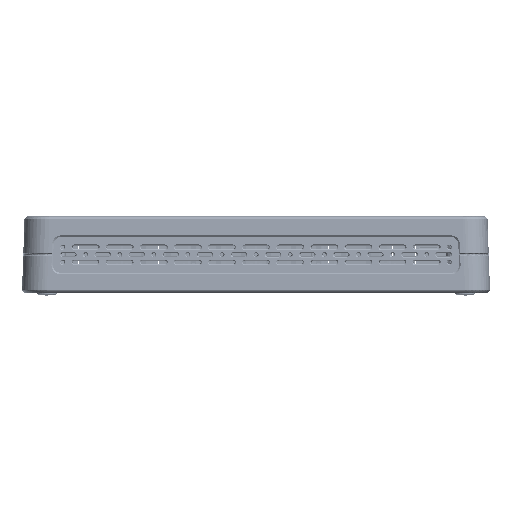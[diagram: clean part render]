
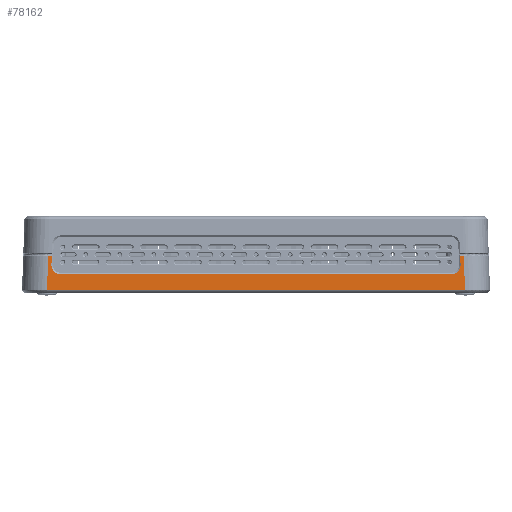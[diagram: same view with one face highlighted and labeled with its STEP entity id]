
A CAD part, front view. The second image highlights one B-rep face of the part: STEP entity #78162.
In plain terms, the highlighted face is planar.
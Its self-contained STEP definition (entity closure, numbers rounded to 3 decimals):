
#3326 = CARTESIAN_POINT ( 'NONE',  ( 83.472, 1.184, 59.959 ) ) ;
#5341 = EDGE_CURVE ( 'NONE', #267285, #112918, #19722, .T. ) ;
#7425 = DIRECTION ( 'NONE',  ( -1., 0., 0. ) ) ;
#8511 = CARTESIAN_POINT ( 'NONE',  ( -82.983, 14.808, 59.483 ) ) ;
#8614 = ORIENTED_EDGE ( 'NONE', *, *, #210393, .T. ) ;
#9575 = ORIENTED_EDGE ( 'NONE', *, *, #100363, .T. ) ;
#10394 = CARTESIAN_POINT ( 'NONE',  ( 83.518, -0.348, 60.012 ) ) ;
#13189 = CARTESIAN_POINT ( 'NONE',  ( 82.112, -0.397, 60.014 ) ) ;
#13708 = CARTESIAN_POINT ( 'NONE',  ( 79.055, 7.542, 59.737 ) ) ;
#19546 = CARTESIAN_POINT ( 'NONE',  ( 81.033, 8.874, 59.69 ) ) ;
#19722 = LINE ( 'NONE', #13189, #120693 ) ;
#31029 = VECTOR ( 'NONE', #42747, 1000. ) ;
#35385 = CARTESIAN_POINT ( 'NONE',  ( -78.339, 7.421, 59.741 ) ) ;
#36415 = CARTESIAN_POINT ( 'NONE',  ( -82.972, 14.808, 59.483 ) ) ;
#40449 = CARTESIAN_POINT ( 'NONE',  ( 81.581, 14.808, 59.483 ) ) ;
#40642 = ORIENTED_EDGE ( 'NONE', *, *, #47693, .T. ) ;
#41661 = ORIENTED_EDGE ( 'NONE', *, *, #166329, .T. ) ;
#42747 = DIRECTION ( 'NONE',  ( 0.035, 0.999, -0.035 ) ) ;
#43159 = CARTESIAN_POINT ( 'NONE',  ( -81.708, 11.174, 59.61 ) ) ;
#43449 = EDGE_CURVE ( 'NONE', #253044, #50336, #236418, .T. ) ;
#47693 = EDGE_CURVE ( 'NONE', #112918, #198122, #224267, .T. ) ;
#50239 = LINE ( 'NONE', #231948, #62567 ) ;
#50336 = VERTEX_POINT ( 'NONE', #199027 ) ;
#50474 = LINE ( 'NONE', #3326, #133821 ) ;
#59019 = FACE_OUTER_BOUND ( 'NONE', #168479, .T. ) ;
#62567 = VECTOR ( 'NONE', #7425, 1000. ) ;
#64933 = VERTEX_POINT ( 'NONE', #225642 ) ;
#66343 = LINE ( 'NONE', #88456, #31029 ) ;
#67181 = CARTESIAN_POINT ( 'NONE',  ( 82.972, 14.808, 59.483 ) ) ;
#67933 = EDGE_CURVE ( 'NONE', #82840, #253044, #137544, .T. ) ;
#71513 = CARTESIAN_POINT ( 'NONE',  ( 82.989, 14.808, 59.483 ) ) ;
#76734 = CARTESIAN_POINT ( 'NONE',  ( -81.7, 10.686, 59.627 ) ) ;
#78162 = ADVANCED_FACE ( 'NONE', ( #59019 ), #171314, .T. ) ;
#78179 = CARTESIAN_POINT ( 'NONE',  ( -81.557, 9.971, 59.652 ) ) ;
#79275 = VECTOR ( 'NONE', #271252, 1000. ) ;
#79607 = DIRECTION ( 'NONE',  ( -0.035, -0.999, 0.035 ) ) ;
#80674 = CARTESIAN_POINT ( 'NONE',  ( -82.989, 14.808, 59.483 ) ) ;
#82815 = ORIENTED_EDGE ( 'NONE', *, *, #111170, .T. ) ;
#82840 = VERTEX_POINT ( 'NONE', #137259 ) ;
#83971 = ORIENTED_EDGE ( 'NONE', *, *, #43449, .T. ) ;
#84472 = CARTESIAN_POINT ( 'NONE',  ( 81.621, 10.208, 59.644 ) ) ;
#85930 = CARTESIAN_POINT ( 'NONE',  ( 81.716, 10.93, 59.618 ) ) ;
#88456 = CARTESIAN_POINT ( 'NONE',  ( -81.884, 6.117, 59.786 ) ) ;
#92911 = VECTOR ( 'NONE', #193487, 1000. ) ;
#94028 = VERTEX_POINT ( 'NONE', #219228 ) ;
#98738 = CARTESIAN_POINT ( 'NONE',  ( -78.095, 7.421, 59.741 ) ) ;
#98965 = CARTESIAN_POINT ( 'NONE',  ( -79.289, 7.614, 59.734 ) ) ;
#100363 = EDGE_CURVE ( 'NONE', #50336, #267285, #289018, .T. ) ;
#101853 = CARTESIAN_POINT ( 'NONE',  ( -79.955, 7.897, 59.724 ) ) ;
#109604 = CARTESIAN_POINT ( 'NONE',  ( 78.581, 7.446, 59.74 ) ) ;
#110360 = B_SPLINE_CURVE_WITH_KNOTS ( 'NONE', 3,
 ( #193481, #35385, #122585, #125452, #98965, #101853, #234885, #282124, #168356, #78179, #189129, #76734, #215590, #258479 ),
 .UNSPECIFIED., .F., .F.,
 ( 4, 2, 2, 2, 2, 2, 4 ),
 ( 0., 0.125, 0.25, 0.5, 0.75, 0.875, 1. ),
 .UNSPECIFIED. ) ;
#110815 = EDGE_CURVE ( 'NONE', #94028, #187803, #189936, .T. ) ;
#111170 = EDGE_CURVE ( 'NONE', #198122, #112948, #116831, .T. ) ;
#112781 = CARTESIAN_POINT ( 'NONE',  ( 78.095, 7.421, 59.741 ) ) ;
#112918 = VERTEX_POINT ( 'NONE', #141650 ) ;
#112948 = VERTEX_POINT ( 'NONE', #98738 ) ;
#116389 = EDGE_CURVE ( 'NONE', #187803, #64933, #255545, .T. ) ;
#116831 = LINE ( 'NONE', #270616, #144947 ) ;
#120693 = VECTOR ( 'NONE', #146140, 1000. ) ;
#122553 = CARTESIAN_POINT ( 'NONE',  ( -83.291, 6.166, 59.785 ) ) ;
#122585 = CARTESIAN_POINT ( 'NONE',  ( -78.581, 7.446, 59.74 ) ) ;
#125452 = CARTESIAN_POINT ( 'NONE',  ( -79.055, 7.542, 59.737 ) ) ;
#127385 = CARTESIAN_POINT ( 'NONE',  ( 81.299, 9.293, 59.675 ) ) ;
#133821 = VECTOR ( 'NONE', #230712, 1000. ) ;
#134139 = ORIENTED_EDGE ( 'NONE', *, *, #234870, .T. ) ;
#137259 = CARTESIAN_POINT ( 'NONE',  ( 83.465, 1.184, 59.959 ) ) ;
#137544 = LINE ( 'NONE', #10394, #92911 ) ;
#141650 = CARTESIAN_POINT ( 'NONE',  ( 81.708, 11.174, 59.61 ) ) ;
#142587 = CARTESIAN_POINT ( 'NONE',  ( 82.972, 14.808, 59.483 ) ) ;
#144372 = CARTESIAN_POINT ( 'NONE',  ( -82.989, 14.808, 59.483 ) ) ;
#144947 = VECTOR ( 'NONE', #269173, 1000. ) ;
#146140 = DIRECTION ( 'NONE',  ( 0.035, -0.999, 0.035 ) ) ;
#149181 = CARTESIAN_POINT ( 'NONE',  ( 93.5, 0., 60. ) ) ;
#154262 = VECTOR ( 'NONE', #79607, 1000. ) ;
#166329 = EDGE_CURVE ( 'NONE', #198776, #94028, #50239, .T. ) ;
#168356 = CARTESIAN_POINT ( 'NONE',  ( -81.299, 9.293, 59.675 ) ) ;
#168479 = EDGE_LOOP ( 'NONE', ( #83971, #9575, #211252, #40642, #82815, #134139, #252121, #41661, #260397, #189579, #8614, #278278 ) ) ;
#171314 = PLANE ( 'NONE',  #174679 ) ;
#174673 = CARTESIAN_POINT ( 'NONE',  ( 81.7, 10.686, 59.627 ) ) ;
#174679 = AXIS2_PLACEMENT_3D ( 'NONE', #149181, #283622, #234930 ) ;
#177573 = CARTESIAN_POINT ( 'NONE',  ( 81.557, 9.971, 59.652 ) ) ;
#181813 = EDGE_CURVE ( 'NONE', #281141, #198776, #66343, .T. ) ;
#187803 = VERTEX_POINT ( 'NONE', #80674 ) ;
#189129 = CARTESIAN_POINT ( 'NONE',  ( -81.621, 10.208, 59.644 ) ) ;
#189579 = ORIENTED_EDGE ( 'NONE', *, *, #116389, .T. ) ;
#189936 = B_SPLINE_CURVE_WITH_KNOTS ( 'NONE', 3,
 ( #36415, #277368, #8511, #144372 ),
 .UNSPECIFIED., .F., .F.,
 ( 4, 4 ),
 ( 0., 0. ),
 .UNSPECIFIED. ) ;
#193481 = CARTESIAN_POINT ( 'NONE',  ( -78.095, 7.421, 59.741 ) ) ;
#193487 = DIRECTION ( 'NONE',  ( -0.035, 0.999, -0.035 ) ) ;
#198122 = VERTEX_POINT ( 'NONE', #112781 ) ;
#198299 = CARTESIAN_POINT ( 'NONE',  ( 79.289, 7.614, 59.734 ) ) ;
#198776 = VERTEX_POINT ( 'NONE', #284705 ) ;
#199027 = CARTESIAN_POINT ( 'NONE',  ( 82.972, 14.808, 59.483 ) ) ;
#210393 = EDGE_CURVE ( 'NONE', #64933, #82840, #50474, .T. ) ;
#211252 = ORIENTED_EDGE ( 'NONE', *, *, #5341, .T. ) ;
#215590 = CARTESIAN_POINT ( 'NONE',  ( -81.716, 10.93, 59.618 ) ) ;
#219228 = CARTESIAN_POINT ( 'NONE',  ( -82.972, 14.808, 59.483 ) ) ;
#221229 = CARTESIAN_POINT ( 'NONE',  ( 82.989, 14.808, 59.483 ) ) ;
#221889 = CARTESIAN_POINT ( 'NONE',  ( 79.955, 7.897, 59.724 ) ) ;
#224267 = B_SPLINE_CURVE_WITH_KNOTS ( 'NONE', 3,
 ( #266237, #85930, #174673, #84472, #177573, #127385, #19546, #264800, #221889, #198299, #13708, #109604, #245527, #286925 ),
 .UNSPECIFIED., .F., .F.,
 ( 4, 2, 2, 2, 2, 2, 4 ),
 ( 0., 0.125, 0.25, 0.5, 0.75, 0.875, 1. ),
 .UNSPECIFIED. ) ;
#225642 = CARTESIAN_POINT ( 'NONE',  ( -83.465, 1.184, 59.959 ) ) ;
#230712 = DIRECTION ( 'NONE',  ( 1., 0., 0. ) ) ;
#231948 = CARTESIAN_POINT ( 'NONE',  ( -82.972, 14.808, 59.483 ) ) ;
#234870 = EDGE_CURVE ( 'NONE', #112948, #281141, #110360, .T. ) ;
#234885 = CARTESIAN_POINT ( 'NONE',  ( -80.364, 8.179, 59.714 ) ) ;
#234930 = DIRECTION ( 'NONE',  ( 0., -0.999, 0.035 ) ) ;
#236418 = B_SPLINE_CURVE_WITH_KNOTS ( 'NONE', 3,
 ( #71513, #248878, #245985, #67181 ),
 .UNSPECIFIED., .F., .F.,
 ( 4, 4 ),
 ( 0.001, 0.001 ),
 .UNSPECIFIED. ) ;
#245527 = CARTESIAN_POINT ( 'NONE',  ( 78.339, 7.421, 59.741 ) ) ;
#245985 = CARTESIAN_POINT ( 'NONE',  ( 82.977, 14.808, 59.483 ) ) ;
#248878 = CARTESIAN_POINT ( 'NONE',  ( 82.983, 14.808, 59.483 ) ) ;
#252121 = ORIENTED_EDGE ( 'NONE', *, *, #181813, .T. ) ;
#253044 = VERTEX_POINT ( 'NONE', #221229 ) ;
#255545 = LINE ( 'NONE', #122553, #154262 ) ;
#258479 = CARTESIAN_POINT ( 'NONE',  ( -81.708, 11.174, 59.61 ) ) ;
#260397 = ORIENTED_EDGE ( 'NONE', *, *, #110815, .T. ) ;
#264800 = CARTESIAN_POINT ( 'NONE',  ( 80.364, 8.178, 59.714 ) ) ;
#266237 = CARTESIAN_POINT ( 'NONE',  ( 81.708, 11.174, 59.61 ) ) ;
#267285 = VERTEX_POINT ( 'NONE', #40449 ) ;
#269173 = DIRECTION ( 'NONE',  ( -1., 0., 0. ) ) ;
#270616 = CARTESIAN_POINT ( 'NONE',  ( 93.5, 7.421, 59.741 ) ) ;
#271252 = DIRECTION ( 'NONE',  ( -1., 0., 0. ) ) ;
#277368 = CARTESIAN_POINT ( 'NONE',  ( -82.977, 14.808, 59.483 ) ) ;
#278278 = ORIENTED_EDGE ( 'NONE', *, *, #67933, .T. ) ;
#281141 = VERTEX_POINT ( 'NONE', #43159 ) ;
#282124 = CARTESIAN_POINT ( 'NONE',  ( -81.033, 8.873, 59.69 ) ) ;
#283622 = DIRECTION ( 'NONE',  ( 0., 0.035, 0.999 ) ) ;
#284705 = CARTESIAN_POINT ( 'NONE',  ( -81.581, 14.808, 59.483 ) ) ;
#286925 = CARTESIAN_POINT ( 'NONE',  ( 78.095, 7.421, 59.741 ) ) ;
#289018 = LINE ( 'NONE', #142587, #79275 ) ;
